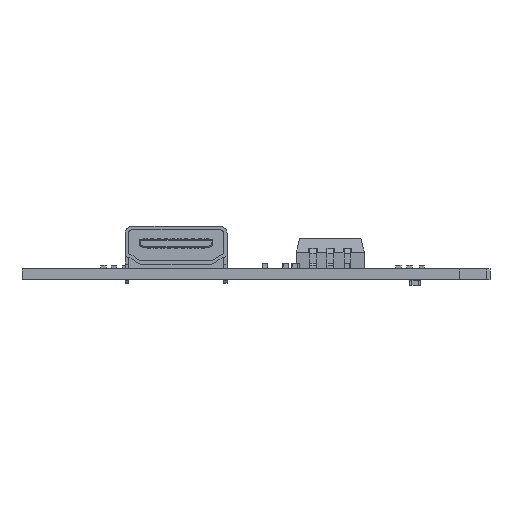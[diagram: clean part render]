
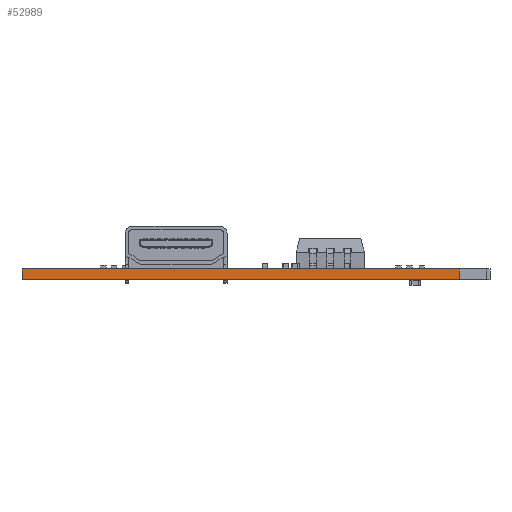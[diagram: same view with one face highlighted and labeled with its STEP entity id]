
A CAD part, left-side view. The second image highlights one B-rep face of the part: STEP entity #52989.
In plain terms, the highlighted planar face has unit normal (-1, 0, 0).
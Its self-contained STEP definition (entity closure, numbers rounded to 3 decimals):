
#41917 = PLANE('',#41918);
#41918 = AXIS2_PLACEMENT_3D('',#41919,#41920,#41921);
#41919 = CARTESIAN_POINT('',(-0.449,-1.675,1.6));
#41920 = DIRECTION('',(-0.,-0.,-1.));
#41921 = DIRECTION('',(-1.,0.,0.));
#41971 = PLANE('',#41972);
#41972 = AXIS2_PLACEMENT_3D('',#41973,#41974,#41975);
#41973 = CARTESIAN_POINT('',(-0.449,-1.675,0.));
#41974 = DIRECTION('',(-0.,-0.,-1.));
#41975 = DIRECTION('',(-1.,0.,0.));
#42004 = PLANE('',#42005);
#42005 = AXIS2_PLACEMENT_3D('',#42006,#42007,#42008);
#42006 = CARTESIAN_POINT('',(-43.12,34.445,0.));
#42007 = DIRECTION('',(0.,1.,0.));
#42008 = DIRECTION('',(1.,0.,0.));
#43536 = VERTEX_POINT('',#43537);
#43537 = CARTESIAN_POINT('',(-43.12,-29.945,0.));
#43551 = PLANE('',#43552);
#43552 = AXIS2_PLACEMENT_3D('',#43553,#43554,#43555);
#43553 = CARTESIAN_POINT('',(-28.12,-29.945,0.));
#43554 = DIRECTION('',(0.,-1.,0.));
#43555 = DIRECTION('',(-1.,0.,0.));
#43563 = EDGE_CURVE('',#43536,#43564,#43566,.T.);
#43564 = VERTEX_POINT('',#43565);
#43565 = CARTESIAN_POINT('',(-43.12,34.445,0.));
#43566 = SURFACE_CURVE('',#43567,(#43571,#43578),.PCURVE_S1.);
#43567 = LINE('',#43568,#43569);
#43568 = CARTESIAN_POINT('',(-43.12,-29.945,0.));
#43569 = VECTOR('',#43570,1.);
#43570 = DIRECTION('',(0.,1.,0.));
#43571 = PCURVE('',#41971,#43572);
#43572 = DEFINITIONAL_REPRESENTATION('',(#43573),#43577);
#43573 = LINE('',#43574,#43575);
#43574 = CARTESIAN_POINT('',(42.671,-28.27));
#43575 = VECTOR('',#43576,1.);
#43576 = DIRECTION('',(0.,1.));
#43577 = ( GEOMETRIC_REPRESENTATION_CONTEXT(2) 
PARAMETRIC_REPRESENTATION_CONTEXT() REPRESENTATION_CONTEXT('2D SPACE',''
  ) );
#43578 = PCURVE('',#43579,#43584);
#43579 = PLANE('',#43580);
#43580 = AXIS2_PLACEMENT_3D('',#43581,#43582,#43583);
#43581 = CARTESIAN_POINT('',(-43.12,-29.945,0.));
#43582 = DIRECTION('',(-1.,0.,0.));
#43583 = DIRECTION('',(0.,1.,0.));
#43584 = DEFINITIONAL_REPRESENTATION('',(#43585),#43589);
#43585 = LINE('',#43586,#43587);
#43586 = CARTESIAN_POINT('',(0.,0.));
#43587 = VECTOR('',#43588,1.);
#43588 = DIRECTION('',(1.,0.));
#43589 = ( GEOMETRIC_REPRESENTATION_CONTEXT(2) 
PARAMETRIC_REPRESENTATION_CONTEXT() REPRESENTATION_CONTEXT('2D SPACE',''
  ) );
#49285 = VERTEX_POINT('',#49286);
#49286 = CARTESIAN_POINT('',(-43.12,-29.945,1.6));
#49307 = EDGE_CURVE('',#49285,#49308,#49310,.T.);
#49308 = VERTEX_POINT('',#49309);
#49309 = CARTESIAN_POINT('',(-43.12,34.445,1.6));
#49310 = SURFACE_CURVE('',#49311,(#49315,#49322),.PCURVE_S1.);
#49311 = LINE('',#49312,#49313);
#49312 = CARTESIAN_POINT('',(-43.12,-29.945,1.6));
#49313 = VECTOR('',#49314,1.);
#49314 = DIRECTION('',(0.,1.,0.));
#49315 = PCURVE('',#41917,#49316);
#49316 = DEFINITIONAL_REPRESENTATION('',(#49317),#49321);
#49317 = LINE('',#49318,#49319);
#49318 = CARTESIAN_POINT('',(42.671,-28.27));
#49319 = VECTOR('',#49320,1.);
#49320 = DIRECTION('',(0.,1.));
#49321 = ( GEOMETRIC_REPRESENTATION_CONTEXT(2) 
PARAMETRIC_REPRESENTATION_CONTEXT() REPRESENTATION_CONTEXT('2D SPACE',''
  ) );
#49322 = PCURVE('',#43579,#49323);
#49323 = DEFINITIONAL_REPRESENTATION('',(#49324),#49328);
#49324 = LINE('',#49325,#49326);
#49325 = CARTESIAN_POINT('',(0.,-1.6));
#49326 = VECTOR('',#49327,1.);
#49327 = DIRECTION('',(1.,0.));
#49328 = ( GEOMETRIC_REPRESENTATION_CONTEXT(2) 
PARAMETRIC_REPRESENTATION_CONTEXT() REPRESENTATION_CONTEXT('2D SPACE',''
  ) );
#52939 = EDGE_CURVE('',#43564,#49308,#52940,.T.);
#52940 = SURFACE_CURVE('',#52941,(#52945,#52952),.PCURVE_S1.);
#52941 = LINE('',#52942,#52943);
#52942 = CARTESIAN_POINT('',(-43.12,34.445,0.));
#52943 = VECTOR('',#52944,1.);
#52944 = DIRECTION('',(0.,0.,1.));
#52945 = PCURVE('',#42004,#52946);
#52946 = DEFINITIONAL_REPRESENTATION('',(#52947),#52951);
#52947 = LINE('',#52948,#52949);
#52948 = CARTESIAN_POINT('',(0.,0.));
#52949 = VECTOR('',#52950,1.);
#52950 = DIRECTION('',(0.,-1.));
#52951 = ( GEOMETRIC_REPRESENTATION_CONTEXT(2) 
PARAMETRIC_REPRESENTATION_CONTEXT() REPRESENTATION_CONTEXT('2D SPACE',''
  ) );
#52952 = PCURVE('',#43579,#52953);
#52953 = DEFINITIONAL_REPRESENTATION('',(#52954),#52958);
#52954 = LINE('',#52955,#52956);
#52955 = CARTESIAN_POINT('',(64.39,0.));
#52956 = VECTOR('',#52957,1.);
#52957 = DIRECTION('',(0.,-1.));
#52958 = ( GEOMETRIC_REPRESENTATION_CONTEXT(2) 
PARAMETRIC_REPRESENTATION_CONTEXT() REPRESENTATION_CONTEXT('2D SPACE',''
  ) );
#52989 = ADVANCED_FACE('',(#52990),#43579,.T.);
#52990 = FACE_BOUND('',#52991,.T.);
#52991 = EDGE_LOOP('',(#52992,#53013,#53014,#53015));
#52992 = ORIENTED_EDGE('',*,*,#52993,.T.);
#52993 = EDGE_CURVE('',#43536,#49285,#52994,.T.);
#52994 = SURFACE_CURVE('',#52995,(#52999,#53006),.PCURVE_S1.);
#52995 = LINE('',#52996,#52997);
#52996 = CARTESIAN_POINT('',(-43.12,-29.945,0.));
#52997 = VECTOR('',#52998,1.);
#52998 = DIRECTION('',(0.,0.,1.));
#52999 = PCURVE('',#43579,#53000);
#53000 = DEFINITIONAL_REPRESENTATION('',(#53001),#53005);
#53001 = LINE('',#53002,#53003);
#53002 = CARTESIAN_POINT('',(0.,0.));
#53003 = VECTOR('',#53004,1.);
#53004 = DIRECTION('',(0.,-1.));
#53005 = ( GEOMETRIC_REPRESENTATION_CONTEXT(2) 
PARAMETRIC_REPRESENTATION_CONTEXT() REPRESENTATION_CONTEXT('2D SPACE',''
  ) );
#53006 = PCURVE('',#43551,#53007);
#53007 = DEFINITIONAL_REPRESENTATION('',(#53008),#53012);
#53008 = LINE('',#53009,#53010);
#53009 = CARTESIAN_POINT('',(15.,0.));
#53010 = VECTOR('',#53011,1.);
#53011 = DIRECTION('',(0.,-1.));
#53012 = ( GEOMETRIC_REPRESENTATION_CONTEXT(2) 
PARAMETRIC_REPRESENTATION_CONTEXT() REPRESENTATION_CONTEXT('2D SPACE',''
  ) );
#53013 = ORIENTED_EDGE('',*,*,#49307,.T.);
#53014 = ORIENTED_EDGE('',*,*,#52939,.F.);
#53015 = ORIENTED_EDGE('',*,*,#43563,.F.);
